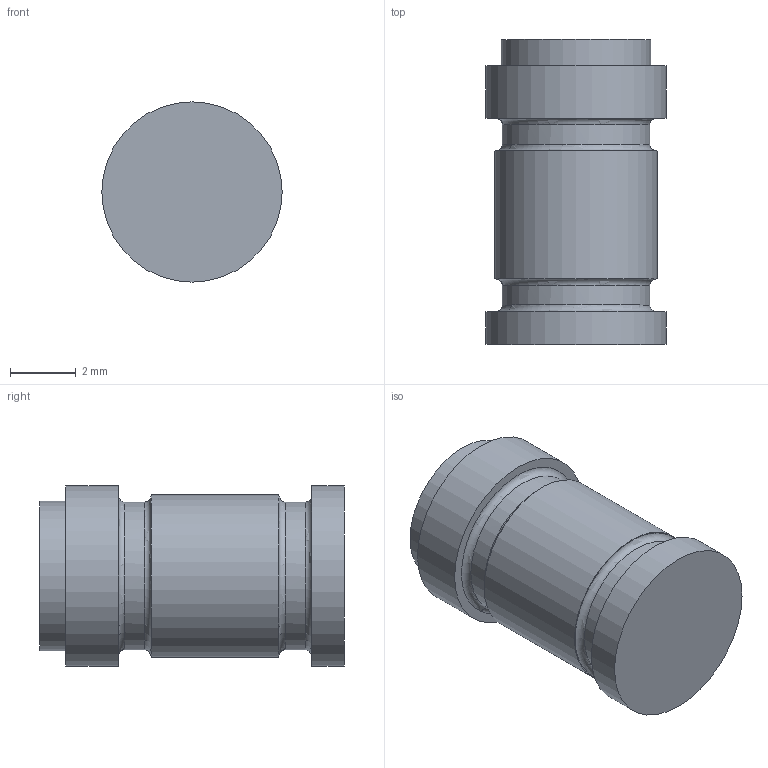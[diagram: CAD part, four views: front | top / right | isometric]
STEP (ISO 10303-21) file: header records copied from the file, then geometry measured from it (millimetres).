
FILE_DESCRIPTION(/* description */ (''),/* implementation_level */ '2;1');
FILE_NAME(/* name */ 'Screw Insert Nut.ipt.step',/* time_stamp */ '2020-04-16T23:16:22-04:00',/* author */ ('Jordan'),/* organization */ (''),/* preprocessor_version */ 'ST-DEVELOPER v17',/* originating_system */ 'Autodesk Inventor 2019',/* authorisation */ '');
FILE_SCHEMA (('AUTOMOTIVE_DESIGN { 1 0 10303 214 3 1 1 }'));
Length unit declared in the file: inch
Products named in the file (1): Screw Insert Nut
Bounding box: 5.5 x 9.3 x 5.5 mm (x, y, z)
Volume: 91.3 mm3; surface area: 307.9 mm2
Topology: 1 solids, 1 shells, 20 faces, 63 edges, 51 vertices
Faces by surface type: plane 8, cylinder 7, torus 4, cone 1
Full cylindrical faces by diameter (mm): 3.718 x1, 4.5 x2, 4.55 x1, 4.958 x1, 5.5 x2
Entity records: 1449 total; most frequent: CARTESIAN_POINT 806, DIRECTION 134, ORIENTED_EDGE 124, AXIS2_PLACEMENT_3D 63, EDGE_CURVE 62, VERTEX_POINT 51, CIRCLE 38, EDGE_LOOP 27
